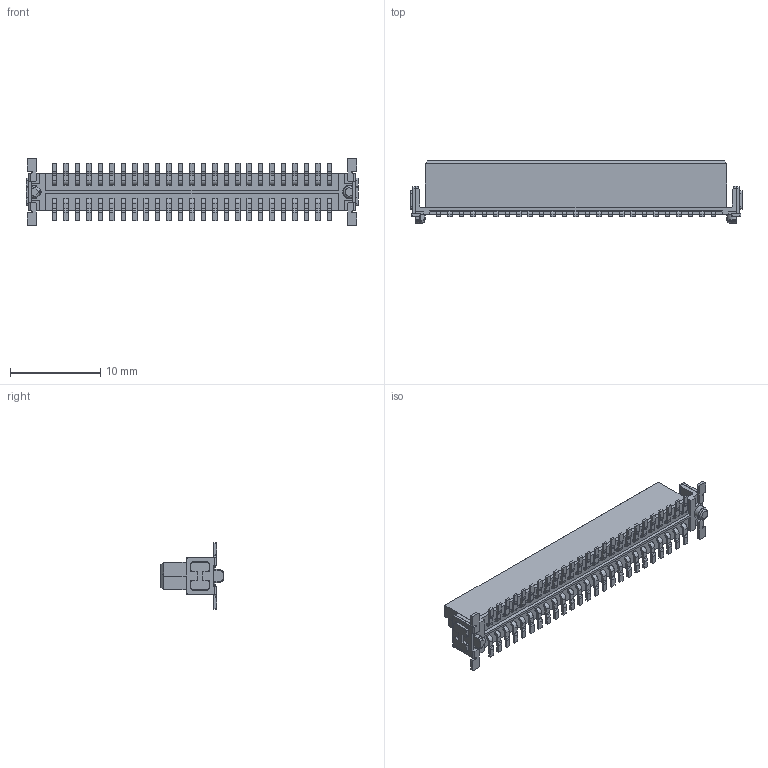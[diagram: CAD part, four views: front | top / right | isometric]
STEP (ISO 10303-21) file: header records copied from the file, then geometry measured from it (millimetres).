
FILE_DESCRIPTION(/* description */ (''),/* implementation_level */ '2;1');
FILE_NAME(/* name */ '100210271ugm000_c.stp',/* time_stamp */ '2020-05-29T13:59:57+02:00',/* author */ (''),/* organization */ (''),/* preprocessor_version */ 'ST-DEVELOPER v16.7',/* originating_system */ 'SIEMENS PLM Software NX 12.0',/* authorisation */ '');
FILE_SCHEMA (('AUTOMOTIVE_DESIGN { 1 0 10303 214 3 1 1 1 }'));
Length unit declared in the file: millimetre
Products named in the file (1): 100210271ugm000_c
Bounding box: 36.83 x 6.88 x 7.4 mm (x, y, z)
Volume: 611.5 mm3; surface area: 1088.8 mm2
Topology: 1 solids, 1 shells, 1497 faces, 3982 edges, 2640 vertices
Faces by surface type: plane 1091, cylinder 382, torus 8, sphere 8, cone 4, bspline 4
Entity records: 51645 total; most frequent: CARTESIAN_POINT 8338, ORIENTED_EDGE 7964, DIRECTION 7722, EDGE_CURVE 3982, LINE 3166, VECTOR 3166, VERTEX_POINT 2640, AXIS2_PLACEMENT_3D 2278
